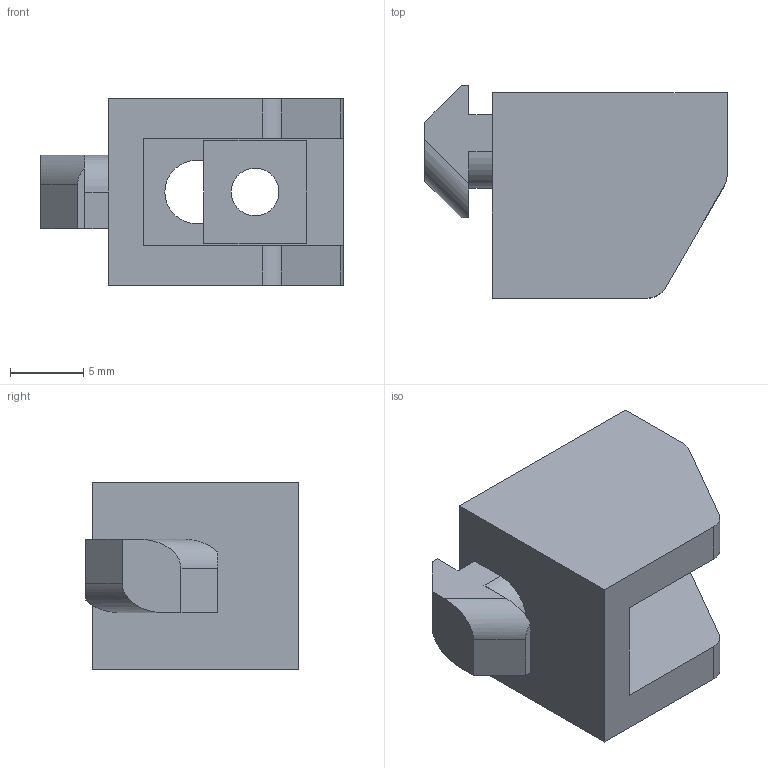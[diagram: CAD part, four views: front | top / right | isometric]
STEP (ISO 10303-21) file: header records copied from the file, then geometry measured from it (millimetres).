
FILE_DESCRIPTION(/* description */ ('KriTec Befestigungsblock 5 PA schwarz'),/* implementation_level */ '2;1');
FILE_NAME(/* name */ '11059 KriTec Befestigungsblock 5 PA schwarz.stp',/* time_stamp */ '2020-03-19T09:45:14+01:00',/* author */ ('Nell'),/* organization */ (''),/* preprocessor_version */ 'ST-DEVELOPER v17',/* originating_system */ 'Autodesk Inventor 2018',/* authorisation */ '');
FILE_SCHEMA (('AUTOMOTIVE_DESIGN { 1 0 10303 214 3 1 1 }'));
Length unit declared in the file: millimetre
Products named in the file (3): 11080 KriTec Befestigungsblock 5 PA schwarz (2); 11080_01 (2); 11080_02
Assembly tree (2 placements, depth 2):
  11080 KriTec Befestigungsblock 5 PA schwarz (2)
    11080_01 (2)
    11080_02
Bounding box: 20.6 x 14.5 x 12.7 mm (x, y, z)
Volume: 1758.5 mm3; surface area: 1740.3 mm2
Topology: 2 solids, 2 shells, 48 faces, 128 edges, 87 vertices
Faces by surface type: plane 33, cylinder 13, cone 2
Full cylindrical faces by diameter (mm): 2 x2, 3.242 x1
Entity records: 1643 total; most frequent: DIRECTION 273, CARTESIAN_POINT 269, ORIENTED_EDGE 256, EDGE_CURVE 128, LINE 91, VECTOR 91, AXIS2_PLACEMENT_3D 91, VERTEX_POINT 87
